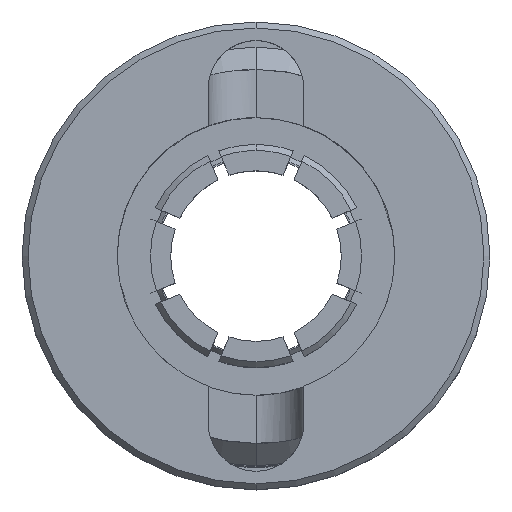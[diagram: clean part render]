
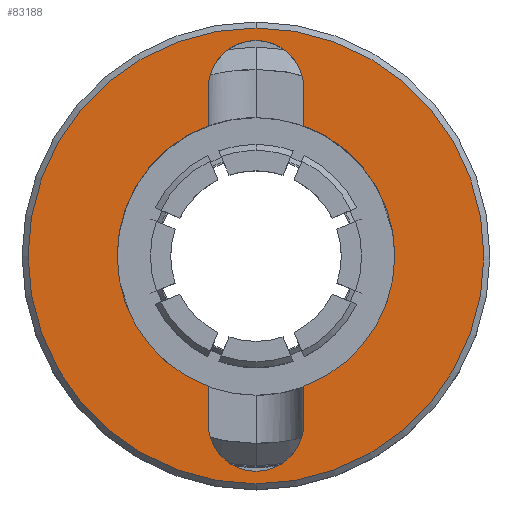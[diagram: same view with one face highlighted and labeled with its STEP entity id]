
A CAD part, top view. The second image highlights one B-rep face of the part: STEP entity #83188.
In plain terms, the highlighted planar face has unit normal (0, 0, 1).
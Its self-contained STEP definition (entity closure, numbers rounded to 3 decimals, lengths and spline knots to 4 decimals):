
#401 = DIRECTION ( 'NONE',  ( 0., 0., 1. ) ) ;
#1138 = EDGE_CURVE ( 'NONE', #146395, #113243, #117077, .T. ) ;
#2361 = VECTOR ( 'NONE', #69107, 1000. ) ;
#3133 = ORIENTED_EDGE ( 'NONE', *, *, #90499, .F. ) ;
#5200 = ORIENTED_EDGE ( 'NONE', *, *, #1138, .F. ) ;
#5304 = CARTESIAN_POINT ( 'NONE',  ( 0., 3.81, 20.45 ) ) ;
#7281 = DIRECTION ( 'NONE',  ( 0., -1., 0. ) ) ;
#18150 = DIRECTION ( 'NONE',  ( 0., 1., 0. ) ) ;
#22551 = CARTESIAN_POINT ( 'NONE',  ( -0.8, -2.8, 20.45 ) ) ;
#24460 = VERTEX_POINT ( 'NONE', #130457 ) ;
#25454 = EDGE_LOOP ( 'NONE', ( #3133, #49535, #130616, #151393, #5200, #109835, #163050, #133095 ) ) ;
#25796 = VERTEX_POINT ( 'NONE', #5304 ) ;
#27087 = VECTOR ( 'NONE', #75465, 1000. ) ;
#28884 = CARTESIAN_POINT ( 'NONE',  ( 0., -3.81, 20.45 ) ) ;
#30594 = AXIS2_PLACEMENT_3D ( 'NONE', #74497, #125323, #57272 ) ;
#31891 = ORIENTED_EDGE ( 'NONE', *, *, #68598, .T. ) ;
#36873 = AXIS2_PLACEMENT_3D ( 'NONE', #68543, #82677, #158581 ) ;
#38900 = VERTEX_POINT ( 'NONE', #78701 ) ;
#39069 = VERTEX_POINT ( 'NONE', #158682 ) ;
#39561 = CARTESIAN_POINT ( 'NONE',  ( 0., 0., 20.45 ) ) ;
#41500 = LINE ( 'NONE', #79007, #114161 ) ;
#42382 = EDGE_CURVE ( 'NONE', #146395, #52319, #62528, .T. ) ;
#43625 = EDGE_CURVE ( 'NONE', #38900, #52319, #121446, .T. ) ;
#45538 = EDGE_CURVE ( 'NONE', #24460, #39069, #90826, .T. ) ;
#46739 = CIRCLE ( 'NONE', #97296, 3.81 ) ;
#47515 = DIRECTION ( 'NONE',  ( 0., -1., 0. ) ) ;
#48440 = PLANE ( 'NONE',  #103236 ) ;
#49535 = ORIENTED_EDGE ( 'NONE', *, *, #124311, .T. ) ;
#52319 = VERTEX_POINT ( 'NONE', #100606 ) ;
#53587 = DIRECTION ( 'NONE',  ( 1., 0., 0. ) ) ;
#54163 = CARTESIAN_POINT ( 'NONE',  ( 0.8, -2.8, 20.45 ) ) ;
#56884 = ORIENTED_EDGE ( 'NONE', *, *, #59643, .T. ) ;
#57272 = DIRECTION ( 'NONE',  ( 0., 1., 0. ) ) ;
#59643 = EDGE_CURVE ( 'NONE', #25796, #149725, #46739, .T. ) ;
#60109 = FACE_OUTER_BOUND ( 'NONE', #160204, .T. ) ;
#62528 = CIRCLE ( 'NONE', #30594, 2.32 ) ;
#64467 = CIRCLE ( 'NONE', #149634, 0.8 ) ;
#65223 = CIRCLE ( 'NONE', #91865, 2.32 ) ;
#66090 = CARTESIAN_POINT ( 'NONE',  ( 0., 2.8, 20.45 ) ) ;
#68543 = CARTESIAN_POINT ( 'NONE',  ( 0., -2.8, 20.45 ) ) ;
#68598 = EDGE_CURVE ( 'NONE', #149725, #25796, #139732, .T. ) ;
#69107 = DIRECTION ( 'NONE',  ( 0., 1., 0. ) ) ;
#72476 = CARTESIAN_POINT ( 'NONE',  ( 0., 0., 20.45 ) ) ;
#74244 = FACE_BOUND ( 'NONE', #25454, .T. ) ;
#74497 = CARTESIAN_POINT ( 'NONE',  ( 0., 0., 20.45 ) ) ;
#75465 = DIRECTION ( 'NONE',  ( 0., -1., 0. ) ) ;
#76400 = EDGE_CURVE ( 'NONE', #130045, #38900, #64467, .T. ) ;
#78701 = CARTESIAN_POINT ( 'NONE',  ( -0.8, 2.8, 20.45 ) ) ;
#79007 = CARTESIAN_POINT ( 'NONE',  ( 0.8, 2.32, 20.45 ) ) ;
#82677 = DIRECTION ( 'NONE',  ( 0., 0., 1. ) ) ;
#83188 = ADVANCED_FACE ( 'NONE', ( #60109, #74244 ), #48440, .T. ) ;
#90499 = EDGE_CURVE ( 'NONE', #135968, #130045, #41500, .T. ) ;
#90826 = LINE ( 'NONE', #54163, #2361 ) ;
#91865 = AXIS2_PLACEMENT_3D ( 'NONE', #97632, #120964, #95985 ) ;
#92768 = CIRCLE ( 'NONE', #36873, 0.8 ) ;
#94758 = CARTESIAN_POINT ( 'NONE',  ( -0.8, -2.1777, 20.45 ) ) ;
#95985 = DIRECTION ( 'NONE',  ( 0., 1., 0. ) ) ;
#96816 = DIRECTION ( 'NONE',  ( 0., 0., 1. ) ) ;
#97296 = AXIS2_PLACEMENT_3D ( 'NONE', #39561, #401, #156234 ) ;
#97632 = CARTESIAN_POINT ( 'NONE',  ( 0., 0., 20.45 ) ) ;
#100606 = CARTESIAN_POINT ( 'NONE',  ( -0.8, 2.1777, 20.45 ) ) ;
#102410 = AXIS2_PLACEMENT_3D ( 'NONE', #72476, #123307, #47515 ) ;
#103236 = AXIS2_PLACEMENT_3D ( 'NONE', #125071, #96816, #136753 ) ;
#109835 = ORIENTED_EDGE ( 'NONE', *, *, #42382, .T. ) ;
#110611 = CARTESIAN_POINT ( 'NONE',  ( -0.8, -2.8, 20.45 ) ) ;
#113243 = VERTEX_POINT ( 'NONE', #22551 ) ;
#114161 = VECTOR ( 'NONE', #18150, 1000. ) ;
#114664 = CARTESIAN_POINT ( 'NONE',  ( -0.8, 2.32, 20.45 ) ) ;
#116106 = DIRECTION ( 'NONE',  ( 0., 0., 1. ) ) ;
#117077 = LINE ( 'NONE', #114664, #27087 ) ;
#117195 = EDGE_CURVE ( 'NONE', #113243, #24460, #92768, .T. ) ;
#120668 = CARTESIAN_POINT ( 'NONE',  ( 0.8, 2.8, 20.45 ) ) ;
#120964 = DIRECTION ( 'NONE',  ( 0., 0., -1. ) ) ;
#121446 = LINE ( 'NONE', #110611, #127205 ) ;
#123307 = DIRECTION ( 'NONE',  ( 0., 0., 1. ) ) ;
#124311 = EDGE_CURVE ( 'NONE', #135968, #39069, #65223, .T. ) ;
#125071 = CARTESIAN_POINT ( 'NONE',  ( 0., 2.32, 20.45 ) ) ;
#125323 = DIRECTION ( 'NONE',  ( 0., 0., -1. ) ) ;
#127205 = VECTOR ( 'NONE', #7281, 1000. ) ;
#127582 = CARTESIAN_POINT ( 'NONE',  ( 0.8, 2.1777, 20.45 ) ) ;
#130045 = VERTEX_POINT ( 'NONE', #120668 ) ;
#130457 = CARTESIAN_POINT ( 'NONE',  ( 0.8, -2.8, 20.45 ) ) ;
#130616 = ORIENTED_EDGE ( 'NONE', *, *, #45538, .F. ) ;
#133095 = ORIENTED_EDGE ( 'NONE', *, *, #76400, .F. ) ;
#135968 = VERTEX_POINT ( 'NONE', #127582 ) ;
#136753 = DIRECTION ( 'NONE',  ( 0., -1., 0. ) ) ;
#139732 = CIRCLE ( 'NONE', #102410, 3.81 ) ;
#146395 = VERTEX_POINT ( 'NONE', #94758 ) ;
#149634 = AXIS2_PLACEMENT_3D ( 'NONE', #66090, #116106, #53587 ) ;
#149725 = VERTEX_POINT ( 'NONE', #28884 ) ;
#151393 = ORIENTED_EDGE ( 'NONE', *, *, #117195, .F. ) ;
#156234 = DIRECTION ( 'NONE',  ( 0., -1., 0. ) ) ;
#158581 = DIRECTION ( 'NONE',  ( 1., 0., 0. ) ) ;
#158682 = CARTESIAN_POINT ( 'NONE',  ( 0.8, -2.1777, 20.45 ) ) ;
#160204 = EDGE_LOOP ( 'NONE', ( #56884, #31891 ) ) ;
#163050 = ORIENTED_EDGE ( 'NONE', *, *, #43625, .F. ) ;
